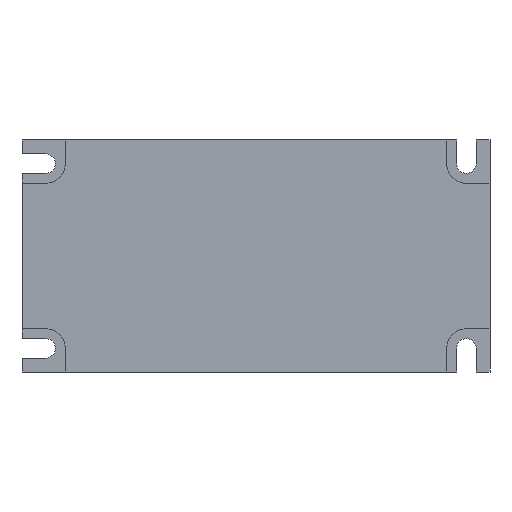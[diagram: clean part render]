
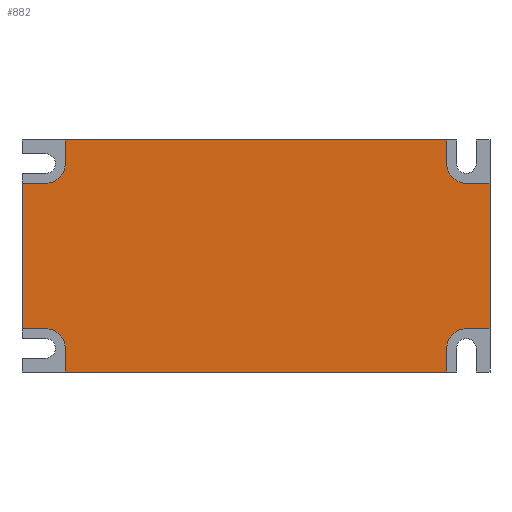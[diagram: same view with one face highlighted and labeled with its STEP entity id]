
A CAD part, front view. The second image highlights one B-rep face of the part: STEP entity #882.
In plain terms, the highlighted planar face has unit normal (0, -1, 0).
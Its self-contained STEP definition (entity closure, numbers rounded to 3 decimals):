
#4 = LINE ( 'NONE', #1124, #1492 ) ;
#26 = DIRECTION ( 'NONE',  ( 0., 0., -1. ) ) ;
#31 = CARTESIAN_POINT ( 'NONE',  ( 26.805, 0., 9.25 ) ) ;
#46 = VERTEX_POINT ( 'NONE', #974 ) ;
#49 = VERTEX_POINT ( 'NONE', #1948 ) ;
#54 = CARTESIAN_POINT ( 'NONE',  ( -24.25, 0., 0. ) ) ;
#99 = ORIENTED_EDGE ( 'NONE', *, *, #503, .F. ) ;
#141 = CARTESIAN_POINT ( 'NONE',  ( 24.25, 0., -11.75 ) ) ;
#155 = ORIENTED_EDGE ( 'NONE', *, *, #935, .T. ) ;
#161 = VERTEX_POINT ( 'NONE', #856 ) ;
#191 = DIRECTION ( 'NONE',  ( 0., 0., 1. ) ) ;
#225 = EDGE_CURVE ( 'NONE', #49, #699, #2413, .T. ) ;
#232 = DIRECTION ( 'NONE',  ( 0., 1., 0. ) ) ;
#256 = CARTESIAN_POINT ( 'NONE',  ( 26.75, 0., -11.75 ) ) ;
#269 = VECTOR ( 'NONE', #1392, 1000. ) ;
#287 = VERTEX_POINT ( 'NONE', #1829 ) ;
#293 = EDGE_CURVE ( 'NONE', #699, #2388, #4, .T. ) ;
#295 = CARTESIAN_POINT ( 'NONE',  ( 24.25, 0., 14.75 ) ) ;
#324 = DIRECTION ( 'NONE',  ( 1., 0., 0. ) ) ;
#374 = ORIENTED_EDGE ( 'NONE', *, *, #2423, .F. ) ;
#386 = DIRECTION ( 'NONE',  ( 0., 0., 1. ) ) ;
#392 = CIRCLE ( 'NONE', #1502, 2.5 ) ;
#401 = VERTEX_POINT ( 'NONE', #2259 ) ;
#440 = DIRECTION ( 'NONE',  ( 0., 0., -1. ) ) ;
#476 = FACE_OUTER_BOUND ( 'NONE', #832, .T. ) ;
#480 = VECTOR ( 'NONE', #1069, 1000. ) ;
#490 = EDGE_CURVE ( 'NONE', #1185, #2192, #986, .T. ) ;
#495 = CIRCLE ( 'NONE', #2003, 2.5 ) ;
#503 = EDGE_CURVE ( 'NONE', #1868, #287, #1499, .T. ) ;
#540 = ORIENTED_EDGE ( 'NONE', *, *, #1652, .T. ) ;
#546 = ORIENTED_EDGE ( 'NONE', *, *, #916, .F. ) ;
#555 = CARTESIAN_POINT ( 'NONE',  ( -24.25, 0., 11.75 ) ) ;
#558 = LINE ( 'NONE', #1926, #1430 ) ;
#569 = VERTEX_POINT ( 'NONE', #1480 ) ;
#582 = VERTEX_POINT ( 'NONE', #1291 ) ;
#606 = CARTESIAN_POINT ( 'NONE',  ( 24.25, 0., 11.749 ) ) ;
#697 = VERTEX_POINT ( 'NONE', #1610 ) ;
#699 = VERTEX_POINT ( 'NONE', #295 ) ;
#734 = AXIS2_PLACEMENT_3D ( 'NONE', #1352, #232, #386 ) ;
#760 = VERTEX_POINT ( 'NONE', #1216 ) ;
#806 = EDGE_CURVE ( 'NONE', #161, #1868, #1976, .T. ) ;
#810 = VERTEX_POINT ( 'NONE', #31 ) ;
#832 = EDGE_LOOP ( 'NONE', ( #374, #1049, #2139, #546, #2149, #1503, #540, #1260, #1830, #2311, #155, #2099, #99, #2449, #2345, #1359 ) ) ;
#856 = CARTESIAN_POINT ( 'NONE',  ( -29.75, 0., -9.25 ) ) ;
#882 = ADVANCED_FACE ( 'NONE', ( #476 ), #1143, .F. ) ;
#916 = EDGE_CURVE ( 'NONE', #697, #2192, #2179, .T. ) ;
#935 = EDGE_CURVE ( 'NONE', #49, #2121, #2057, .T. ) ;
#963 = DIRECTION ( 'NONE',  ( -1., 0., 0. ) ) ;
#974 = CARTESIAN_POINT ( 'NONE',  ( -26.75, 0., -9.25 ) ) ;
#982 = EDGE_CURVE ( 'NONE', #582, #697, #1490, .T. ) ;
#986 = LINE ( 'NONE', #2401, #480 ) ;
#992 = CARTESIAN_POINT ( 'NONE',  ( 29.75, 0., -14.75 ) ) ;
#1004 = DIRECTION ( 'NONE',  ( 0., 0., -1. ) ) ;
#1017 = EDGE_CURVE ( 'NONE', #2388, #810, #392, .T. ) ;
#1049 = ORIENTED_EDGE ( 'NONE', *, *, #1740, .F. ) ;
#1069 = DIRECTION ( 'NONE',  ( 0., 0., 1. ) ) ;
#1124 = CARTESIAN_POINT ( 'NONE',  ( 24.25, 0., 0. ) ) ;
#1141 = CARTESIAN_POINT ( 'NONE',  ( -29.75, 0., 14.75 ) ) ;
#1143 = PLANE ( 'NONE',  #734 ) ;
#1161 = DIRECTION ( 'NONE',  ( -1., 0., 0. ) ) ;
#1183 = DIRECTION ( 'NONE',  ( 0., -1., 0. ) ) ;
#1185 = VERTEX_POINT ( 'NONE', #1616 ) ;
#1189 = LINE ( 'NONE', #2022, #1545 ) ;
#1216 = CARTESIAN_POINT ( 'NONE',  ( -24.25, 0., -11.75 ) ) ;
#1235 = AXIS2_PLACEMENT_3D ( 'NONE', #1820, #1628, #1993 ) ;
#1246 = CARTESIAN_POINT ( 'NONE',  ( -29.75, 0., 9.25 ) ) ;
#1248 = LINE ( 'NONE', #54, #269 ) ;
#1255 = VECTOR ( 'NONE', #2009, 1000. ) ;
#1256 = CARTESIAN_POINT ( 'NONE',  ( 0., 0., 9.25 ) ) ;
#1260 = ORIENTED_EDGE ( 'NONE', *, *, #1017, .F. ) ;
#1265 = DIRECTION ( 'NONE',  ( 1., 0., 0. ) ) ;
#1291 = CARTESIAN_POINT ( 'NONE',  ( 29.75, 0., -9.25 ) ) ;
#1352 = CARTESIAN_POINT ( 'NONE',  ( 0., 0., 0. ) ) ;
#1359 = ORIENTED_EDGE ( 'NONE', *, *, #2046, .F. ) ;
#1392 = DIRECTION ( 'NONE',  ( 0., 0., 1. ) ) ;
#1402 = LINE ( 'NONE', #992, #1792 ) ;
#1424 = DIRECTION ( 'NONE',  ( 0., -1., 0. ) ) ;
#1430 = VECTOR ( 'NONE', #26, 1000. ) ;
#1453 = CIRCLE ( 'NONE', #1235, 2.5 ) ;
#1480 = CARTESIAN_POINT ( 'NONE',  ( 29.75, 0., 9.25 ) ) ;
#1490 = LINE ( 'NONE', #2328, #1941 ) ;
#1492 = VECTOR ( 'NONE', #1678, 1000. ) ;
#1499 = LINE ( 'NONE', #1256, #1529 ) ;
#1502 = AXIS2_PLACEMENT_3D ( 'NONE', #1710, #2230, #2223 ) ;
#1503 = ORIENTED_EDGE ( 'NONE', *, *, #1723, .F. ) ;
#1515 = LINE ( 'NONE', #1571, #1911 ) ;
#1529 = VECTOR ( 'NONE', #1265, 1000. ) ;
#1545 = VECTOR ( 'NONE', #324, 1000. ) ;
#1549 = VECTOR ( 'NONE', #1004, 1000. ) ;
#1571 = CARTESIAN_POINT ( 'NONE',  ( 0., 0., 9.25 ) ) ;
#1608 = DIRECTION ( 'NONE',  ( 0., 0., -1. ) ) ;
#1610 = CARTESIAN_POINT ( 'NONE',  ( 26.75, 0., -9.25 ) ) ;
#1616 = CARTESIAN_POINT ( 'NONE',  ( 24.25, 0., -14.75 ) ) ;
#1619 = CARTESIAN_POINT ( 'NONE',  ( -26.75, 0., -11.75 ) ) ;
#1628 = DIRECTION ( 'NONE',  ( 0., -1., 0. ) ) ;
#1652 = EDGE_CURVE ( 'NONE', #569, #810, #1515, .T. ) ;
#1678 = DIRECTION ( 'NONE',  ( 0., 0., -1. ) ) ;
#1710 = CARTESIAN_POINT ( 'NONE',  ( 26.75, 0., 11.749 ) ) ;
#1723 = EDGE_CURVE ( 'NONE', #569, #582, #558, .T. ) ;
#1740 = EDGE_CURVE ( 'NONE', #1185, #401, #1402, .T. ) ;
#1772 = CARTESIAN_POINT ( 'NONE',  ( -24.25, 0., 0. ) ) ;
#1792 = VECTOR ( 'NONE', #963, 1000. ) ;
#1820 = CARTESIAN_POINT ( 'NONE',  ( -26.75, 0., 11.75 ) ) ;
#1829 = CARTESIAN_POINT ( 'NONE',  ( -26.75, 0., 9.25 ) ) ;
#1830 = ORIENTED_EDGE ( 'NONE', *, *, #293, .F. ) ;
#1848 = CARTESIAN_POINT ( 'NONE',  ( 29.75, 0., 14.75 ) ) ;
#1868 = VERTEX_POINT ( 'NONE', #1246 ) ;
#1878 = EDGE_CURVE ( 'NONE', #161, #46, #1189, .T. ) ;
#1911 = VECTOR ( 'NONE', #1161, 1000. ) ;
#1926 = CARTESIAN_POINT ( 'NONE',  ( 29.75, 0., 14.75 ) ) ;
#1941 = VECTOR ( 'NONE', #2142, 1000. ) ;
#1948 = CARTESIAN_POINT ( 'NONE',  ( -24.25, 0., 14.75 ) ) ;
#1976 = LINE ( 'NONE', #1141, #2359 ) ;
#1980 = EDGE_CURVE ( 'NONE', #287, #2121, #1453, .T. ) ;
#1993 = DIRECTION ( 'NONE',  ( 0., 0., -1. ) ) ;
#2003 = AXIS2_PLACEMENT_3D ( 'NONE', #1619, #1424, #1608 ) ;
#2009 = DIRECTION ( 'NONE',  ( 1., 0., 0. ) ) ;
#2022 = CARTESIAN_POINT ( 'NONE',  ( 0., 0., -9.25 ) ) ;
#2046 = EDGE_CURVE ( 'NONE', #760, #46, #495, .T. ) ;
#2057 = LINE ( 'NONE', #1772, #1549 ) ;
#2099 = ORIENTED_EDGE ( 'NONE', *, *, #1980, .F. ) ;
#2121 = VERTEX_POINT ( 'NONE', #555 ) ;
#2139 = ORIENTED_EDGE ( 'NONE', *, *, #490, .T. ) ;
#2142 = DIRECTION ( 'NONE',  ( -1., 0., 0. ) ) ;
#2149 = ORIENTED_EDGE ( 'NONE', *, *, #982, .F. ) ;
#2179 = CIRCLE ( 'NONE', #2191, 2.5 ) ;
#2191 = AXIS2_PLACEMENT_3D ( 'NONE', #256, #1183, #440 ) ;
#2192 = VERTEX_POINT ( 'NONE', #141 ) ;
#2223 = DIRECTION ( 'NONE',  ( 0., 0., -1. ) ) ;
#2230 = DIRECTION ( 'NONE',  ( 0., -1., 0. ) ) ;
#2259 = CARTESIAN_POINT ( 'NONE',  ( -24.25, 0., -14.75 ) ) ;
#2311 = ORIENTED_EDGE ( 'NONE', *, *, #225, .F. ) ;
#2328 = CARTESIAN_POINT ( 'NONE',  ( 0., 0., -9.25 ) ) ;
#2345 = ORIENTED_EDGE ( 'NONE', *, *, #1878, .T. ) ;
#2359 = VECTOR ( 'NONE', #191, 1000. ) ;
#2388 = VERTEX_POINT ( 'NONE', #606 ) ;
#2401 = CARTESIAN_POINT ( 'NONE',  ( 24.25, 0., 0. ) ) ;
#2413 = LINE ( 'NONE', #1848, #1255 ) ;
#2423 = EDGE_CURVE ( 'NONE', #401, #760, #1248, .T. ) ;
#2449 = ORIENTED_EDGE ( 'NONE', *, *, #806, .F. ) ;
